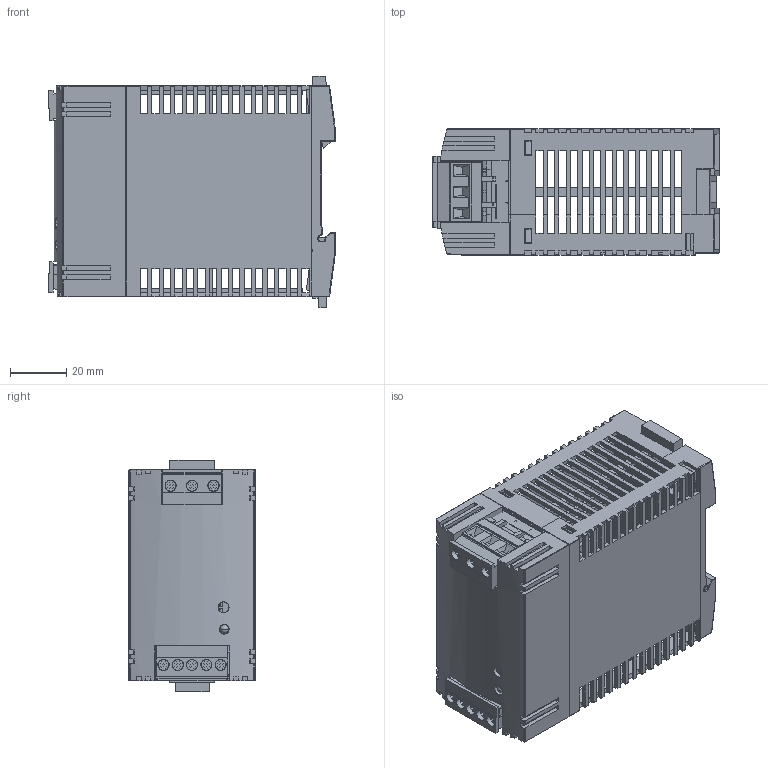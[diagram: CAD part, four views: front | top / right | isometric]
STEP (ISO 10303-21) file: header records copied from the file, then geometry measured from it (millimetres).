
FILE_DESCRIPTION (( 'STEP AP214' ), '1' );
FILE_NAME ('PSP12-DC24-5.STEP', '2016-01-27T16:47:19', ( '' ), ( '' ), 'SwSTEP 2.0', 'SolidWorks 2015', '' );
FILE_SCHEMA (( 'AUTOMOTIVE_DESIGN' ));
Length unit declared in the file: millimetre
Products named in the file (1): PSP12-DC24-5
Bounding box: 101.87 x 45.03 x 82.49 mm (x, y, z)
Surface area: 68658 mm2 (no closed solid volume)
Topology: 0 solids, 36 shells, 1218 faces, 4945 edges, 3433 vertices
Faces by surface type: plane 1068, cylinder 145, torus 5
Entity records: 64669 total; most frequent: CARTESIAN_POINT 10476, ORIENTED_EDGE 8597, DIRECTION 7705, EDGE_CURVE 4945, VECTOR 4469, LINE 4469, VERTEX_POINT 3433, AXIS2_PLACEMENT_3D 1618
